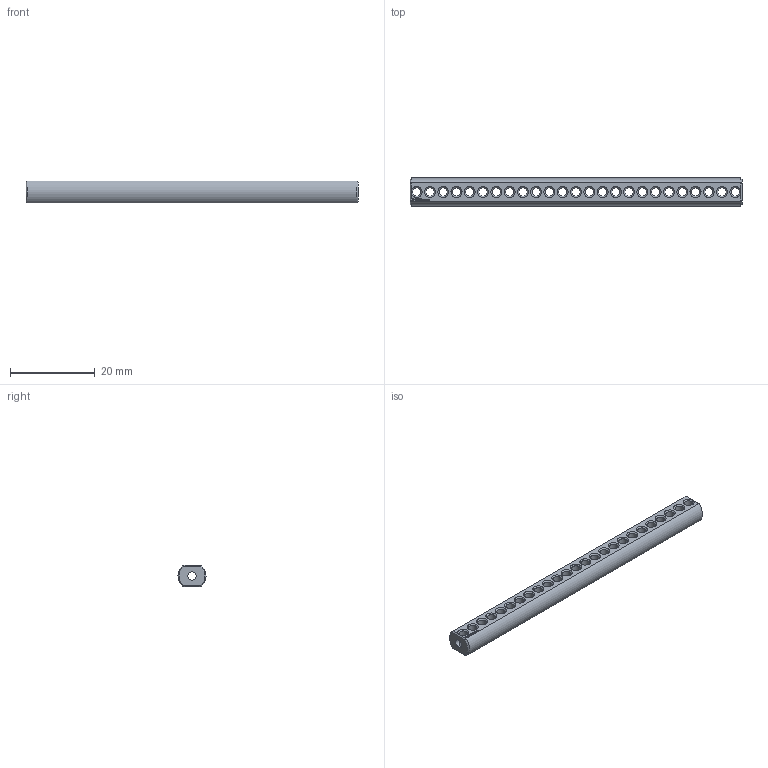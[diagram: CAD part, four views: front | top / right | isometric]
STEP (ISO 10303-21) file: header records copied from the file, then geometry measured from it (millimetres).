
FILE_DESCRIPTION(('FreeCAD Model'),'2;1');
FILE_NAME('Open CASCADE Shape Model','2024-06-18T12:52:58',(''),(''), 'Open CASCADE STEP processor 7.6','FreeCAD','Unknown');
FILE_SCHEMA(('AUTOMOTIVE_DESIGN { 1 0 10303 214 1 1 1 1 }'));
Length unit declared in the file: millimetre
Products named in the file (1): Shaft IDX BU06.25 - SPN-SFT-0145 (stemfie.org)
Bounding box: 78.12 x 6.6 x 5 mm (x, y, z)
Volume: 1782 mm3; surface area: 2275.8 mm2
Topology: 1 solids, 1 shells, 587 faces, 1719 edges, 1110 vertices
Faces by surface type: plane 327, extrusion 128, cylinder 78, cone 54
Full cylindrical faces by diameter (mm): 2 x76
Entity records: 19717 total; most frequent: CARTESIAN_POINT 4185, ORIENTED_EDGE 3438, DIRECTION 2837, EDGE_CURVE 1719, VECTOR 1265, LINE 1137, VERTEX_POINT 1110, AXIS2_PLACEMENT_3D 786
